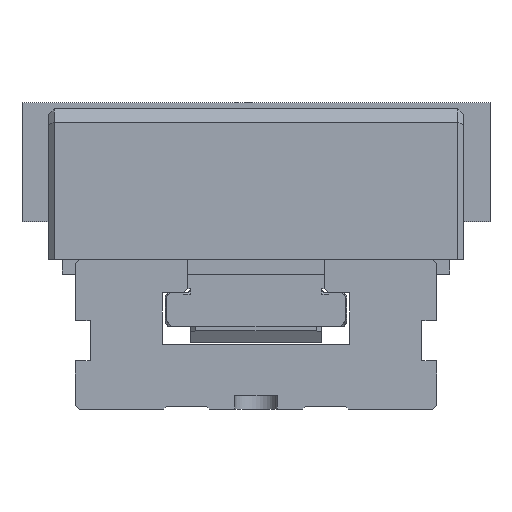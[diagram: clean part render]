
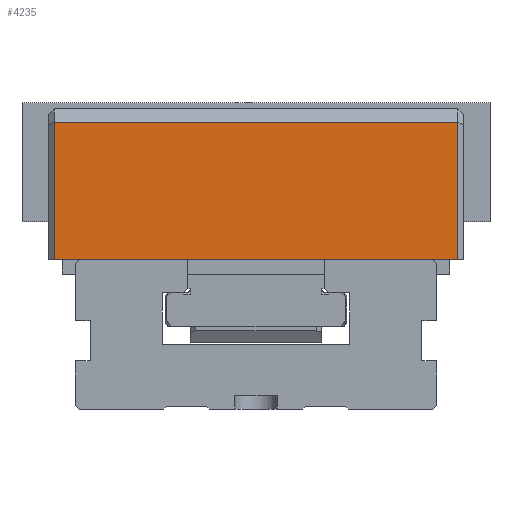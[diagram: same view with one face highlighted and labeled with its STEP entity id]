
A CAD part, left-side view. The second image highlights one B-rep face of the part: STEP entity #4235.
In plain terms, the highlighted planar face has unit normal (-1, 0, 0).
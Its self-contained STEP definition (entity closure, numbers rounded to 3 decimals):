
#3819=FACE_OUTER_BOUND('',#5545,.T.);
#4235=ADVANCED_FACE('',(#3819),#4586,.T.);
#4586=PLANE('',#11788);
#5545=EDGE_LOOP('',(#7127,#7128,#7129,#7130));
#7127=ORIENTED_EDGE('',*,*,#9441,.T.);
#7128=ORIENTED_EDGE('',*,*,#9454,.T.);
#7129=ORIENTED_EDGE('',*,*,#9455,.T.);
#7130=ORIENTED_EDGE('',*,*,#9456,.T.);
#8550=VERTEX_POINT('',#16265);
#8551=VERTEX_POINT('',#16267);
#8562=VERTEX_POINT('',#16293);
#8563=VERTEX_POINT('',#16295);
#9441=EDGE_CURVE('',#8551,#8550,#10286,.T.);
#9454=EDGE_CURVE('',#8550,#8562,#10295,.T.);
#9455=EDGE_CURVE('',#8562,#8563,#10296,.T.);
#9456=EDGE_CURVE('',#8563,#8551,#10297,.T.);
#10286=LINE('',#16266,#10999);
#10295=LINE('',#16292,#11008);
#10296=LINE('',#16294,#11009);
#10297=LINE('',#16296,#11010);
#10999=VECTOR('',#13275,1.);
#11008=VECTOR('',#13296,1.);
#11009=VECTOR('',#13297,1.);
#11010=VECTOR('',#13298,1.);
#11788=AXIS2_PLACEMENT_3D('',#16297,#13299,#13300);
#13275=DIRECTION('',(0.,-1.,0.));
#13296=DIRECTION('',(0.,0.,1.));
#13297=DIRECTION('',(0.,1.,0.));
#13298=DIRECTION('',(0.,0.,-1.));
#13299=DIRECTION('',(-1.,0.,0.));
#13300=DIRECTION('',(0.,0.,-1.));
#16265=CARTESIAN_POINT('',(-72.,-8.,13.287));
#16266=CARTESIAN_POINT('',(-72.,67.5,13.287));
#16267=CARTESIAN_POINT('',(-72.,143.,13.287));
#16292=CARTESIAN_POINT('',(-72.,-8.,13.137));
#16293=CARTESIAN_POINT('',(-72.,-8.,64.537));
#16294=CARTESIAN_POINT('',(-72.,67.5,64.537));
#16295=CARTESIAN_POINT('',(-72.,143.,64.537));
#16296=CARTESIAN_POINT('',(-72.,143.,13.137));
#16297=CARTESIAN_POINT('',(-72.,67.5,13.137));
